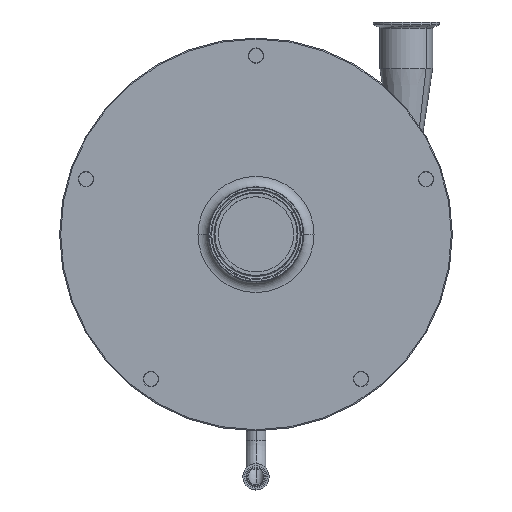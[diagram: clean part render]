
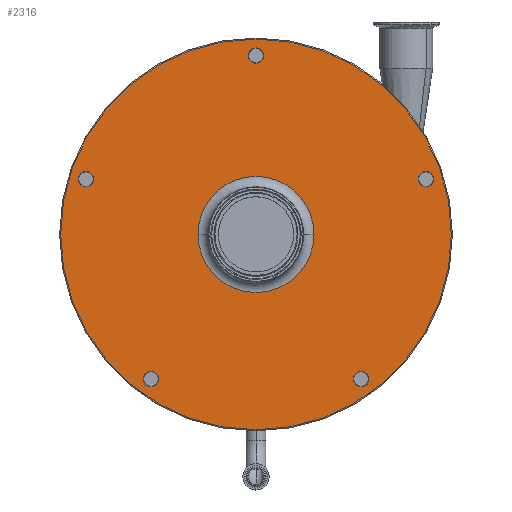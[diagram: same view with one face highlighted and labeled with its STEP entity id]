
A CAD part, top view. The second image highlights one B-rep face of the part: STEP entity #2316.
In plain terms, the highlighted planar face has unit normal (0, 0, 1).
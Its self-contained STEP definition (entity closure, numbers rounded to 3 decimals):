
#25 = DIRECTION ( 'NONE',  ( 0., -1., 0. ) ) ;
#60 = ORIENTED_EDGE ( 'NONE', *, *, #6967, .F. ) ;
#116 = DIRECTION ( 'NONE',  ( 0., -1., 0. ) ) ;
#161 = FACE_BOUND ( 'NONE', #6064, .T. ) ;
#179 = CARTESIAN_POINT ( 'NONE',  ( -164.057, 45.805, 29.5 ) ) ;
#202 = CARTESIAN_POINT ( 'NONE',  ( 0., 0., 29.5 ) ) ;
#216 = CIRCLE ( 'NONE', #4340, 7.5 ) ;
#298 = VERTEX_POINT ( 'NONE', #3466 ) ;
#308 = EDGE_CURVE ( 'NONE', #6275, #3413, #4116, .T. ) ;
#502 = DIRECTION ( 'NONE',  ( 0., -1., 0. ) ) ;
#534 = VERTEX_POINT ( 'NONE', #179 ) ;
#546 = CARTESIAN_POINT ( 'NONE',  ( 0., 0., 29.5 ) ) ;
#551 = AXIS2_PLACEMENT_3D ( 'NONE', #6477, #1466, #4987 ) ;
#576 = AXIS2_PLACEMENT_3D ( 'NONE', #3457, #4552, #6131 ) ;
#617 = ORIENTED_EDGE ( 'NONE', *, *, #877, .T. ) ;
#664 = ORIENTED_EDGE ( 'NONE', *, *, #3150, .F. ) ;
#687 = CARTESIAN_POINT ( 'NONE',  ( 0., 172.5, 29.5 ) ) ;
#742 = CARTESIAN_POINT ( 'NONE',  ( -164.057, 53.305, 29.5 ) ) ;
#744 = AXIS2_PLACEMENT_3D ( 'NONE', #202, #2453, #4687 ) ;
#751 = ORIENTED_EDGE ( 'NONE', *, *, #5042, .T. ) ;
#877 = EDGE_CURVE ( 'NONE', #4625, #4356, #7154, .T. ) ;
#1059 = CARTESIAN_POINT ( 'NONE',  ( 164.057, 53.305, 29.5 ) ) ;
#1156 = DIRECTION ( 'NONE',  ( 0., 0., 1. ) ) ;
#1185 = EDGE_CURVE ( 'NONE', #6376, #5143, #2727, .T. ) ;
#1191 = CARTESIAN_POINT ( 'NONE',  ( 101.393, -139.555, 29.5 ) ) ;
#1261 = DIRECTION ( 'NONE',  ( 0., 0., 1. ) ) ;
#1334 = AXIS2_PLACEMENT_3D ( 'NONE', #2415, #1934, #2522 ) ;
#1383 = PLANE ( 'NONE',  #1334 ) ;
#1404 = ORIENTED_EDGE ( 'NONE', *, *, #308, .F. ) ;
#1411 = VERTEX_POINT ( 'NONE', #3222 ) ;
#1466 = DIRECTION ( 'NONE',  ( 0., 0., 1. ) ) ;
#1467 = ORIENTED_EDGE ( 'NONE', *, *, #6553, .T. ) ;
#1634 = ORIENTED_EDGE ( 'NONE', *, *, #4460, .T. ) ;
#1733 = DIRECTION ( 'NONE',  ( 0., 0., 1. ) ) ;
#1764 = CARTESIAN_POINT ( 'NONE',  ( 56., 0., 29.5 ) ) ;
#1765 = DIRECTION ( 'NONE',  ( 0., 0., 1. ) ) ;
#1843 = ORIENTED_EDGE ( 'NONE', *, *, #3268, .F. ) ;
#1934 = DIRECTION ( 'NONE',  ( 0., 0., -1. ) ) ;
#2052 = AXIS2_PLACEMENT_3D ( 'NONE', #2919, #3470, #5759 ) ;
#2098 = CIRCLE ( 'NONE', #6761, 188.5 ) ;
#2120 = CARTESIAN_POINT ( 'NONE',  ( 101.393, -147.055, 29.5 ) ) ;
#2173 = AXIS2_PLACEMENT_3D ( 'NONE', #2520, #3220, #3731 ) ;
#2306 = ORIENTED_EDGE ( 'NONE', *, *, #3841, .F. ) ;
#2316 = ADVANCED_FACE ( 'NONE', ( #161, #5848, #2966, #3004, #5294, #3073, #4649 ), #1383, .F. ) ;
#2407 = EDGE_LOOP ( 'NONE', ( #1843, #2306 ) ) ;
#2415 = CARTESIAN_POINT ( 'NONE',  ( 0., 189.5, 29.5 ) ) ;
#2453 = DIRECTION ( 'NONE',  ( 0., 0., -1. ) ) ;
#2477 = DIRECTION ( 'NONE',  ( 0., 0., 1. ) ) ;
#2520 = CARTESIAN_POINT ( 'NONE',  ( 0., 172.5, 29.5 ) ) ;
#2522 = DIRECTION ( 'NONE',  ( -1., 0., 0. ) ) ;
#2544 = CIRCLE ( 'NONE', #551, 7.5 ) ;
#2550 = ORIENTED_EDGE ( 'NONE', *, *, #5527, .F. ) ;
#2700 = EDGE_LOOP ( 'NONE', ( #1467, #751 ) ) ;
#2727 = CIRCLE ( 'NONE', #4820, 7.5 ) ;
#2915 = DIRECTION ( 'NONE',  ( 0., -1., 0. ) ) ;
#2919 = CARTESIAN_POINT ( 'NONE',  ( -164.057, 53.305, 29.5 ) ) ;
#2966 = FACE_BOUND ( 'NONE', #2968, .T. ) ;
#2968 = EDGE_LOOP ( 'NONE', ( #1404, #2550 ) ) ;
#3004 = FACE_BOUND ( 'NONE', #4762, .T. ) ;
#3024 = VERTEX_POINT ( 'NONE', #3368 ) ;
#3047 = EDGE_CURVE ( 'NONE', #6284, #3024, #6021, .T. ) ;
#3049 = CARTESIAN_POINT ( 'NONE',  ( 0., 0., 29.5 ) ) ;
#3073 = FACE_OUTER_BOUND ( 'NONE', #2700, .T. ) ;
#3108 = CIRCLE ( 'NONE', #2173, 7.5 ) ;
#3150 = EDGE_CURVE ( 'NONE', #534, #3287, #6616, .T. ) ;
#3220 = DIRECTION ( 'NONE',  ( 0., 0., 1. ) ) ;
#3222 = CARTESIAN_POINT ( 'NONE',  ( 7.5, 172.5, 29.5 ) ) ;
#3239 = CIRCLE ( 'NONE', #5913, 188.5 ) ;
#3268 = EDGE_CURVE ( 'NONE', #1411, #298, #3108, .T. ) ;
#3287 = VERTEX_POINT ( 'NONE', #5365 ) ;
#3310 = DIRECTION ( 'NONE',  ( 0., 0., 1. ) ) ;
#3368 = CARTESIAN_POINT ( 'NONE',  ( -101.393, -132.055, 29.5 ) ) ;
#3413 = VERTEX_POINT ( 'NONE', #4632 ) ;
#3457 = CARTESIAN_POINT ( 'NONE',  ( -101.393, -139.555, 29.5 ) ) ;
#3466 = CARTESIAN_POINT ( 'NONE',  ( -7.5, 172.5, 29.5 ) ) ;
#3470 = DIRECTION ( 'NONE',  ( 0., 0., 1. ) ) ;
#3501 = DIRECTION ( 'NONE',  ( 0., 0., 1. ) ) ;
#3584 = DIRECTION ( 'NONE',  ( 0., 0., 1. ) ) ;
#3709 = EDGE_LOOP ( 'NONE', ( #1634, #617 ) ) ;
#3731 = DIRECTION ( 'NONE',  ( 1., 0., 0. ) ) ;
#3841 = EDGE_CURVE ( 'NONE', #298, #1411, #6020, .T. ) ;
#3950 = CARTESIAN_POINT ( 'NONE',  ( 164.057, 53.305, 29.5 ) ) ;
#4012 = ORIENTED_EDGE ( 'NONE', *, *, #3047, .F. ) ;
#4099 = CARTESIAN_POINT ( 'NONE',  ( 0., 0., 29.5 ) ) ;
#4116 = CIRCLE ( 'NONE', #7023, 7.5 ) ;
#4129 = CARTESIAN_POINT ( 'NONE',  ( 188.5, 0., 29.5 ) ) ;
#4201 = AXIS2_PLACEMENT_3D ( 'NONE', #742, #3584, #116 ) ;
#4340 = AXIS2_PLACEMENT_3D ( 'NONE', #3950, #1261, #2915 ) ;
#4356 = VERTEX_POINT ( 'NONE', #6804 ) ;
#4460 = EDGE_CURVE ( 'NONE', #4356, #4625, #7069, .T. ) ;
#4495 = DIRECTION ( 'NONE',  ( 0., -1., 0. ) ) ;
#4552 = DIRECTION ( 'NONE',  ( 0., 0., 1. ) ) ;
#4625 = VERTEX_POINT ( 'NONE', #1764 ) ;
#4632 = CARTESIAN_POINT ( 'NONE',  ( 101.393, -132.055, 29.5 ) ) ;
#4649 = FACE_BOUND ( 'NONE', #3709, .T. ) ;
#4684 = ORIENTED_EDGE ( 'NONE', *, *, #1185, .F. ) ;
#4687 = DIRECTION ( 'NONE',  ( -1., 0., 0. ) ) ;
#4762 = EDGE_LOOP ( 'NONE', ( #4684, #60 ) ) ;
#4820 = AXIS2_PLACEMENT_3D ( 'NONE', #1059, #3310, #502 ) ;
#4937 = AXIS2_PLACEMENT_3D ( 'NONE', #3049, #5204, #5747 ) ;
#4987 = DIRECTION ( 'NONE',  ( 0., -1., 0. ) ) ;
#5042 = EDGE_CURVE ( 'NONE', #6557, #6980, #3239, .T. ) ;
#5066 = DIRECTION ( 'NONE',  ( 1., 0., 0. ) ) ;
#5124 = CARTESIAN_POINT ( 'NONE',  ( 164.057, 45.805, 29.5 ) ) ;
#5143 = VERTEX_POINT ( 'NONE', #5960 ) ;
#5204 = DIRECTION ( 'NONE',  ( 0., 0., -1. ) ) ;
#5217 = AXIS2_PLACEMENT_3D ( 'NONE', #687, #1733, #5066 ) ;
#5294 = FACE_BOUND ( 'NONE', #2407, .T. ) ;
#5363 = EDGE_LOOP ( 'NONE', ( #4012, #6386 ) ) ;
#5365 = CARTESIAN_POINT ( 'NONE',  ( -164.057, 60.805, 29.5 ) ) ;
#5527 = EDGE_CURVE ( 'NONE', #3413, #6275, #2544, .T. ) ;
#5747 = DIRECTION ( 'NONE',  ( -1., 0., 0. ) ) ;
#5759 = DIRECTION ( 'NONE',  ( 0., -1., 0. ) ) ;
#5770 = DIRECTION ( 'NONE',  ( -1., 0., 0. ) ) ;
#5848 = FACE_BOUND ( 'NONE', #5363, .T. ) ;
#5913 = AXIS2_PLACEMENT_3D ( 'NONE', #546, #1765, #6167 ) ;
#5960 = CARTESIAN_POINT ( 'NONE',  ( 164.057, 60.805, 29.5 ) ) ;
#6020 = CIRCLE ( 'NONE', #5217, 7.5 ) ;
#6021 = CIRCLE ( 'NONE', #6831, 7.5 ) ;
#6064 = EDGE_LOOP ( 'NONE', ( #664, #7034 ) ) ;
#6131 = DIRECTION ( 'NONE',  ( 0., -1., 0. ) ) ;
#6167 = DIRECTION ( 'NONE',  ( -1., 0., 0. ) ) ;
#6275 = VERTEX_POINT ( 'NONE', #2120 ) ;
#6284 = VERTEX_POINT ( 'NONE', #7171 ) ;
#6376 = VERTEX_POINT ( 'NONE', #5124 ) ;
#6386 = ORIENTED_EDGE ( 'NONE', *, *, #7227, .F. ) ;
#6477 = CARTESIAN_POINT ( 'NONE',  ( 101.393, -139.555, 29.5 ) ) ;
#6553 = EDGE_CURVE ( 'NONE', #6980, #6557, #2098, .T. ) ;
#6557 = VERTEX_POINT ( 'NONE', #4129 ) ;
#6570 = EDGE_CURVE ( 'NONE', #3287, #534, #7118, .T. ) ;
#6616 = CIRCLE ( 'NONE', #2052, 7.5 ) ;
#6761 = AXIS2_PLACEMENT_3D ( 'NONE', #4099, #2477, #5770 ) ;
#6804 = CARTESIAN_POINT ( 'NONE',  ( -56., 0., 29.5 ) ) ;
#6831 = AXIS2_PLACEMENT_3D ( 'NONE', #7268, #1156, #4495 ) ;
#6891 = CIRCLE ( 'NONE', #576, 7.5 ) ;
#6967 = EDGE_CURVE ( 'NONE', #5143, #6376, #216, .T. ) ;
#6980 = VERTEX_POINT ( 'NONE', #7265 ) ;
#7023 = AXIS2_PLACEMENT_3D ( 'NONE', #1191, #3501, #25 ) ;
#7034 = ORIENTED_EDGE ( 'NONE', *, *, #6570, .F. ) ;
#7069 = CIRCLE ( 'NONE', #744, 56. ) ;
#7118 = CIRCLE ( 'NONE', #4201, 7.5 ) ;
#7154 = CIRCLE ( 'NONE', #4937, 56. ) ;
#7171 = CARTESIAN_POINT ( 'NONE',  ( -101.393, -147.055, 29.5 ) ) ;
#7227 = EDGE_CURVE ( 'NONE', #3024, #6284, #6891, .T. ) ;
#7265 = CARTESIAN_POINT ( 'NONE',  ( -188.5, 0., 29.5 ) ) ;
#7268 = CARTESIAN_POINT ( 'NONE',  ( -101.393, -139.555, 29.5 ) ) ;
